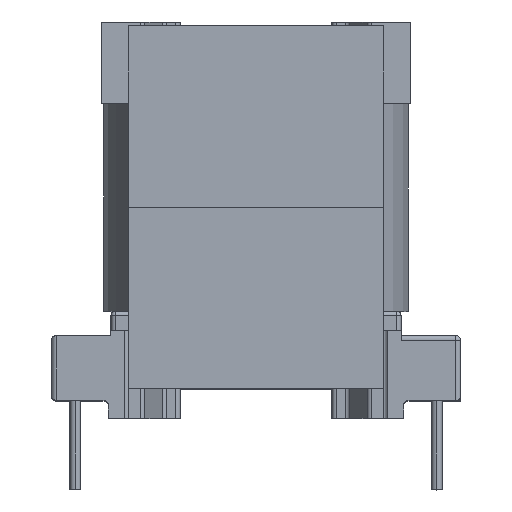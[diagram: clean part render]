
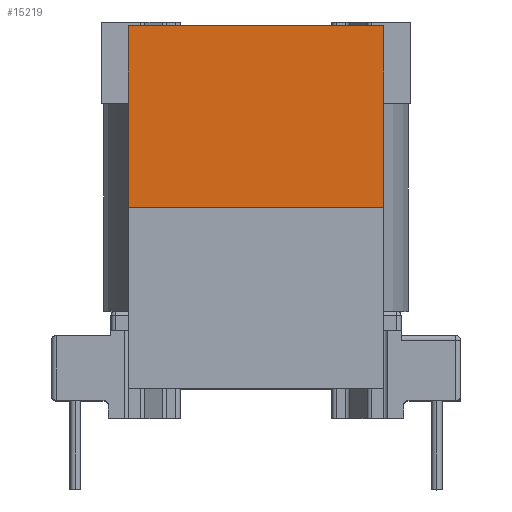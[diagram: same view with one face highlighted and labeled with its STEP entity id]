
A CAD part, top view. The second image highlights one B-rep face of the part: STEP entity #15219.
In plain terms, the highlighted face is planar.
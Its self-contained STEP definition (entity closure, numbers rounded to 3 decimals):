
#156 = LINE ( 'NONE', #1972, #4869 ) ;
#668 = LINE ( 'NONE', #3643, #10165 ) ;
#795 = EDGE_CURVE ( 'NONE', #7043, #16793, #7437, .T. ) ;
#1365 = PLANE ( 'NONE',  #5669 ) ;
#1972 = CARTESIAN_POINT ( 'NONE',  ( 0., -21.7, -10.2 ) ) ;
#2751 = CARTESIAN_POINT ( 'NONE',  ( 0., -21.7, -10.2 ) ) ;
#3220 = ORIENTED_EDGE ( 'NONE', *, *, #17928, .F. ) ;
#3643 = CARTESIAN_POINT ( 'NONE',  ( 0., -21.7, -10.2 ) ) ;
#3753 = ORIENTED_EDGE ( 'NONE', *, *, #4302, .T. ) ;
#4302 = EDGE_CURVE ( 'NONE', #14711, #16793, #16148, .T. ) ;
#4869 = VECTOR ( 'NONE', #17257, 1000. ) ;
#5515 = DIRECTION ( 'NONE',  ( 0., 0., -1. ) ) ;
#5669 = AXIS2_PLACEMENT_3D ( 'NONE', #2751, #15135, #5515 ) ;
#7043 = VERTEX_POINT ( 'NONE', #7182 ) ;
#7182 = CARTESIAN_POINT ( 'NONE',  ( 0., -21.7, 0. ) ) ;
#7205 = CARTESIAN_POINT ( 'NONE',  ( 14.4, -21.7, -10.2 ) ) ;
#7339 = CARTESIAN_POINT ( 'NONE',  ( 0., -21.7, 0. ) ) ;
#7437 = LINE ( 'NONE', #7339, #13470 ) ;
#8078 = FACE_OUTER_BOUND ( 'NONE', #16580, .T. ) ;
#8229 = DIRECTION ( 'NONE',  ( 0., 0., 1. ) ) ;
#8346 = VECTOR ( 'NONE', #8229, 1000. ) ;
#9188 = CARTESIAN_POINT ( 'NONE',  ( 14.4, -21.7, 0. ) ) ;
#10165 = VECTOR ( 'NONE', #13379, 1000. ) ;
#11499 = DIRECTION ( 'NONE',  ( 1., 0., 0. ) ) ;
#12275 = CARTESIAN_POINT ( 'NONE',  ( 14.4, -21.7, -10.2 ) ) ;
#12363 = ORIENTED_EDGE ( 'NONE', *, *, #14217, .T. ) ;
#13379 = DIRECTION ( 'NONE',  ( 0., 0., 1. ) ) ;
#13470 = VECTOR ( 'NONE', #11499, 1000. ) ;
#14217 = EDGE_CURVE ( 'NONE', #17675, #14711, #156, .T. ) ;
#14711 = VERTEX_POINT ( 'NONE', #7205 ) ;
#15135 = DIRECTION ( 'NONE',  ( 0., -1., 0. ) ) ;
#15219 = ADVANCED_FACE ( 'NONE', ( #8078 ), #1365, .T. ) ;
#16124 = ORIENTED_EDGE ( 'NONE', *, *, #795, .F. ) ;
#16148 = LINE ( 'NONE', #12275, #8346 ) ;
#16580 = EDGE_LOOP ( 'NONE', ( #16124, #3220, #12363, #3753 ) ) ;
#16793 = VERTEX_POINT ( 'NONE', #9188 ) ;
#17124 = CARTESIAN_POINT ( 'NONE',  ( 0., -21.7, -10.2 ) ) ;
#17257 = DIRECTION ( 'NONE',  ( 1., 0., 0. ) ) ;
#17675 = VERTEX_POINT ( 'NONE', #17124 ) ;
#17928 = EDGE_CURVE ( 'NONE', #17675, #7043, #668, .T. ) ;
